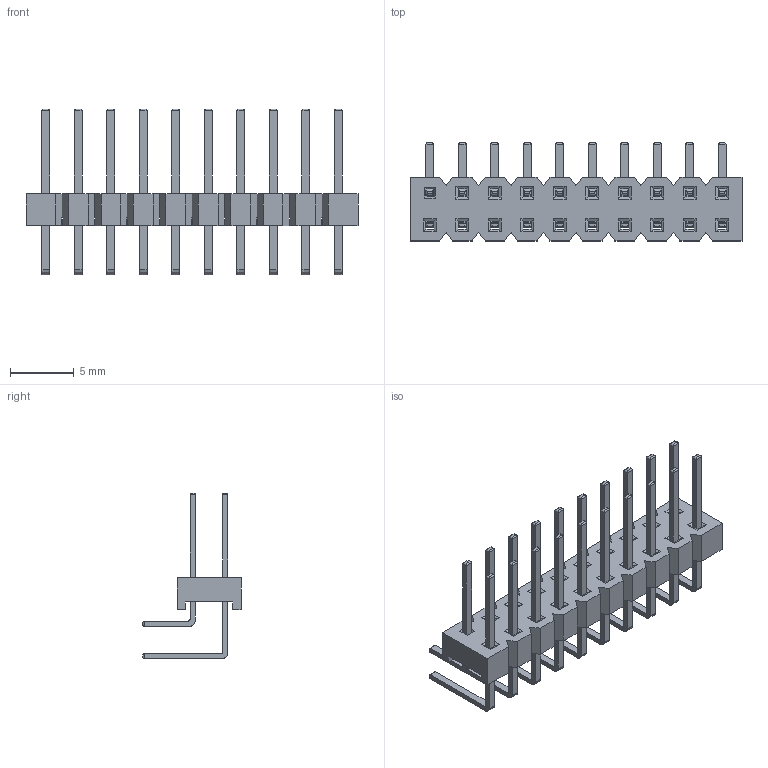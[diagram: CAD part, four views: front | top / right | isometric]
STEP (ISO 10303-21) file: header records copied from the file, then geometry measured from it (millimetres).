
FILE_DESCRIPTION (( 'STEP AP214' ), '1' );
FILE_NAME ('20 pin connector_part2.STEP', '2018-06-25T09:57:50', ( '' ), ( '' ), 'SwSTEP 2.0', 'SolidWorks 2011', '' );
FILE_SCHEMA (( 'AUTOMOTIVE_DESIGN' ));
Length unit declared in the file: millimetre
Products named in the file (1): 20 pin connector_part2
Bounding box: 25.96 x 7.67 x 12.94 mm (x, y, z)
Volume: 315.2 mm3; surface area: 1142.2 mm2
Topology: 1 solids, 1 shells, 780 faces, 1974 edges, 1156 vertices
Faces by surface type: plane 580, cylinder 170, bspline 30
Entity records: 27602 total; most frequent: CARTESIAN_POINT 5291, ORIENTED_EDGE 3948, DIRECTION 3276, EDGE_CURVE 1974, LINE 1734, VECTOR 1734, VERTEX_POINT 1156, EDGE_LOOP 820
